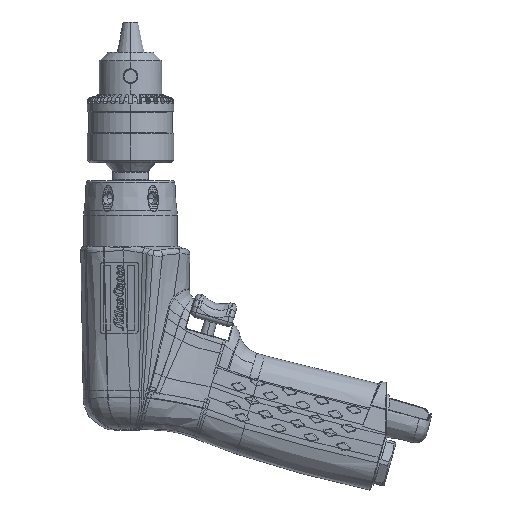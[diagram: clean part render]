
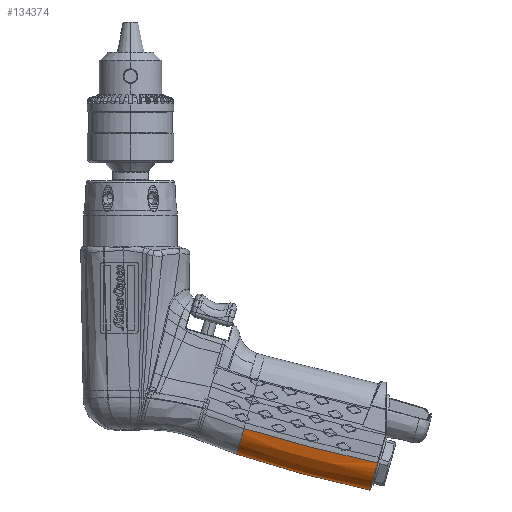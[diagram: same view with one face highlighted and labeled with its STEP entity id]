
A CAD part, left-side view. The second image highlights one B-rep face of the part: STEP entity #134374.
In plain terms, the highlighted free-form (B-spline) face has degree [3, 3] with [4, 7] control points.
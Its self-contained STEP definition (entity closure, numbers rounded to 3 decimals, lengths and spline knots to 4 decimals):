
#83218=CARTESIAN_POINT('',(-0.5039,-1.866,
-0.6344));
#83219=CARTESIAN_POINT('',(-0.495,-1.8491,
-0.6925));
#83220=CARTESIAN_POINT('',(-0.4559,-1.8163,
-0.8053));
#83221=CARTESIAN_POINT('',(-0.34,-1.7757,
-0.9443));
#83222=CARTESIAN_POINT('',(-0.1814,-1.7491,
-1.0354));
#83223=CARTESIAN_POINT('',(-0.0606,-1.7428,
-1.0566));
#83224=CARTESIAN_POINT('',(0.,-1.7428,-1.0566));
#84557=CARTESIAN_POINT('',(0.,-3.9347,
-1.6462));
#84558=CARTESIAN_POINT('',(-0.0307,-3.9347,
-1.6462));
#84559=CARTESIAN_POINT('',(-0.0921,-3.9363,
-1.6406));
#84560=CARTESIAN_POINT('',(-0.1812,-3.9433,
-1.6159));
#84561=CARTESIAN_POINT('',(-0.2642,-3.9548,
-1.5755));
#84562=CARTESIAN_POINT('',(-0.3382,-3.9704,
-1.5209));
#84563=CARTESIAN_POINT('',(-0.4005,-3.9896,
-1.4537));
#84564=CARTESIAN_POINT('',(-0.4492,-4.0118,
-1.3761));
#84565=CARTESIAN_POINT('',(-0.4821,-4.0361,
-1.2909));
#84566=CARTESIAN_POINT('',(-0.4928,-4.0532,
-1.231));
#84567=CARTESIAN_POINT('',(-0.4953,-4.0619,
-1.2008));
#84569=CARTESIAN_POINT('',(0.,-1.7428,-1.0566));
#84570=CARTESIAN_POINT('',(0.,-2.4643,-1.2934));
#84571=CARTESIAN_POINT('',(0.,-3.1949,
-1.4899));
#84572=CARTESIAN_POINT('',(0.,-3.9347,
-1.6462));
#84574=CARTESIAN_POINT('',(-0.4953,-4.0619,
-1.2008));
#84581=CARTESIAN_POINT('',(-0.5039,-1.866,
-0.6344));
#84582=CARTESIAN_POINT('',(-0.5011,-2.5911,
-0.8538));
#84583=CARTESIAN_POINT('',(-0.4982,-3.323,
-1.0427));
#84584=CARTESIAN_POINT('',(-0.4953,-4.0619,
-1.2008));
#84661=CARTESIAN_POINT('',(-0.5039,-1.866,
-0.6344));
#96024=VERTEX_POINT('',#84661);
#96025=VERTEX_POINT('',#83224);
#98753=VERTEX_POINT('',#84574);
#98755=VERTEX_POINT('',#84557);
#134338=CARTESIAN_POINT('',(-0.505,-1.8463,
-0.6209));
#134339=CARTESIAN_POINT('',(-0.4966,-1.8288,
-0.6813));
#134340=CARTESIAN_POINT('',(-0.4574,-1.7952,
-0.7967));
#134341=CARTESIAN_POINT('',(-0.34,-1.7541,
-0.9373));
#134342=CARTESIAN_POINT('',(-0.1793,-1.7271,
-1.0295));
#134343=CARTESIAN_POINT('',(-0.0557,-1.721,
-1.0503));
#134344=CARTESIAN_POINT('',(0.0073,-1.7213,
-1.0494));
#134345=CARTESIAN_POINT('',(-0.5019,-2.5858,
-0.8451));
#134346=CARTESIAN_POINT('',(-0.4951,-2.568,
-0.9075));
#134347=CARTESIAN_POINT('',(-0.4583,-2.5338,
-1.0272));
#134348=CARTESIAN_POINT('',(-0.3424,-2.4917,
-1.1741));
#134349=CARTESIAN_POINT('',(-0.1812,-2.4639,
-1.2711));
#134350=CARTESIAN_POINT('',(-0.0563,-2.4576,
-1.293));
#134351=CARTESIAN_POINT('',(0.0073,-2.4579,
-1.2921));
#134352=CARTESIAN_POINT('',(-0.4988,-3.3324,
-1.0377));
#134353=CARTESIAN_POINT('',(-0.4934,-3.3145,
-1.1008));
#134354=CARTESIAN_POINT('',(-0.4588,-3.2803,
-1.2222));
#134355=CARTESIAN_POINT('',(-0.3442,-3.238,
-1.372));
#134356=CARTESIAN_POINT('',(-0.1826,-3.2101,
-1.4712));
#134357=CARTESIAN_POINT('',(-0.0567,-3.2038,
-1.4937));
#134358=CARTESIAN_POINT('',(0.0074,-3.2041,
-1.4928));
#134359=CARTESIAN_POINT('',(-0.4957,-4.086,
-1.1984));
#134360=CARTESIAN_POINT('',(-0.4917,-4.0686,
-1.2608));
#134361=CARTESIAN_POINT('',(-0.4592,-4.0348,
-1.3815));
#134362=CARTESIAN_POINT('',(-0.3455,-3.9932,
-1.5311));
#134363=CARTESIAN_POINT('',(-0.1834,-3.9657,
-1.63));
#134364=CARTESIAN_POINT('',(-0.057,-3.9595,
-1.6524));
#134365=CARTESIAN_POINT('',(0.0074,-3.9598,
-1.6514));
#134366=B_SPLINE_SURFACE_WITH_KNOTS('',3,3,((#134338,#134339,#134340,#134341,
#134342,#134343,#134344),(#134345,#134346,#134347,#134348,#134349,#134350,
#134351),(#134352,#134353,#134354,#134355,#134356,#134357,#134358),(#134359,
#134360,#134361,#134362,#134363,#134364,#134365)),.UNSPECIFIED.,.F.,.F.,.F.,(4,
4),(4,1,1,1,4),(0.2074,0.9062),(0.3405,
0.3815,0.421,0.4605,0.5016),
.UNSPECIFIED.);
#134367=ORIENTED_EDGE('',*,*,#134329,.F.);
#134368=ORIENTED_EDGE('',*,*,#134210,.F.);
#134369=ORIENTED_EDGE('',*,*,#131728,.F.);
#134371=ORIENTED_EDGE('',*,*,#134370,.T.);
#134372=EDGE_LOOP('',(#134367,#134368,#134369,#134371));
#134373=FACE_OUTER_BOUND('',#134372,.F.);
#134374=ADVANCED_FACE('',(#134373),#134366,.F.);
#83225=B_SPLINE_CURVE_WITH_KNOTS('',3,(#83218,#83219,#83220,#83221,#83222,
#83223,#83224),.UNSPECIFIED.,.F.,.F.,(4,1,1,1,4),(0.,0.25,0.5,0.75,
1.),.UNSPECIFIED.);
#84568=B_SPLINE_CURVE_WITH_KNOTS('',3,(#84557,#84558,#84559,#84560,#84561,
#84562,#84563,#84564,#84565,#84566,#84567),.UNSPECIFIED.,.F.,.F.,(4,1,1,1,1,1,1,
1,4),(0.,0.125,0.25,0.375,0.5,0.625,0.75,0.875,1.),
.UNSPECIFIED.);
#84573=B_SPLINE_CURVE_WITH_KNOTS('',3,(#84569,#84570,#84571,#84572),
.UNSPECIFIED.,.F.,.F.,(4,4),(0.,1.),.UNSPECIFIED.);
#84585=B_SPLINE_CURVE_WITH_KNOTS('',3,(#84581,#84582,#84583,#84584),
.UNSPECIFIED.,.F.,.F.,(4,4),(0.,1.),.UNSPECIFIED.);
#131728=EDGE_CURVE('',#96024,#96025,#83225,.T.);
#134210=EDGE_CURVE('',#96025,#98755,#84573,.T.);
#134329=EDGE_CURVE('',#98755,#98753,#84568,.T.);
#134370=EDGE_CURVE('',#96024,#98753,#84585,.T.);
